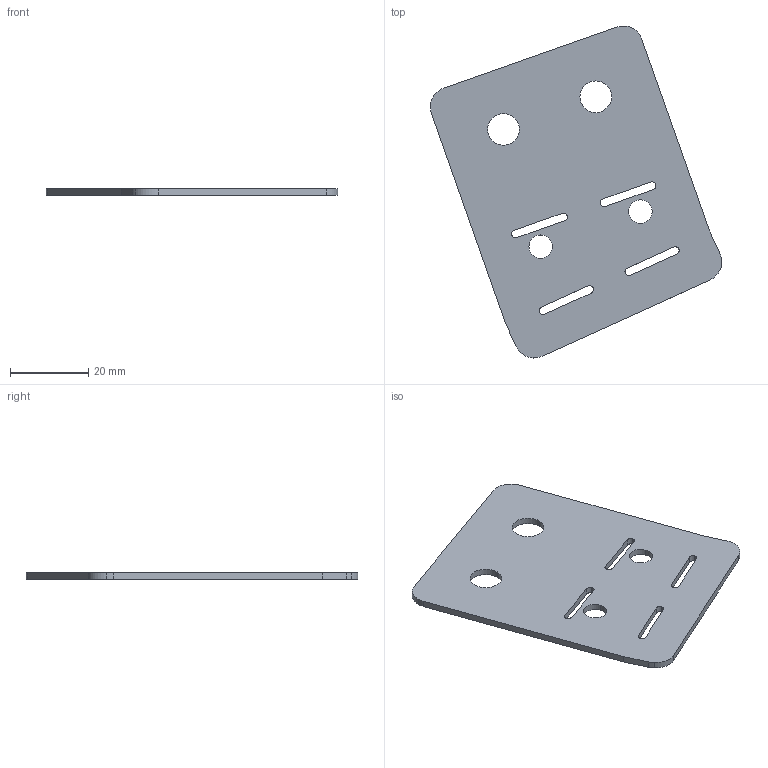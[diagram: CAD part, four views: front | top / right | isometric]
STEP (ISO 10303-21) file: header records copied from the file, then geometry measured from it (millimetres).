
FILE_DESCRIPTION (( 'STEP AP214' ), '1' );
FILE_NAME ('36 - bracket wire holder (flat).STEP', '2016-11-26T22:48:24', ( '' ), ( '' ), 'SwSTEP 2.0', 'SolidWorks 2014', '' );
FILE_SCHEMA (( 'AUTOMOTIVE_DESIGN' ));
Length unit declared in the file: millimetre
Products named in the file (1): 36 - bracket wire holder (flat)
Bounding box: 74.45 x 84.83 x 1.65 mm (x, y, z)
Volume: 6188.3 mm3; surface area: 8264.5 mm2
Topology: 1 solids, 1 shells, 50 faces, 144 edges, 96 vertices
Faces by surface type: cylinder 34, plane 16
Entity records: 1742 total; most frequent: DIRECTION 314, CARTESIAN_POINT 291, ORIENTED_EDGE 288, EDGE_CURVE 144, AXIS2_PLACEMENT_3D 119, VERTEX_POINT 96, VECTOR 76, LINE 76
